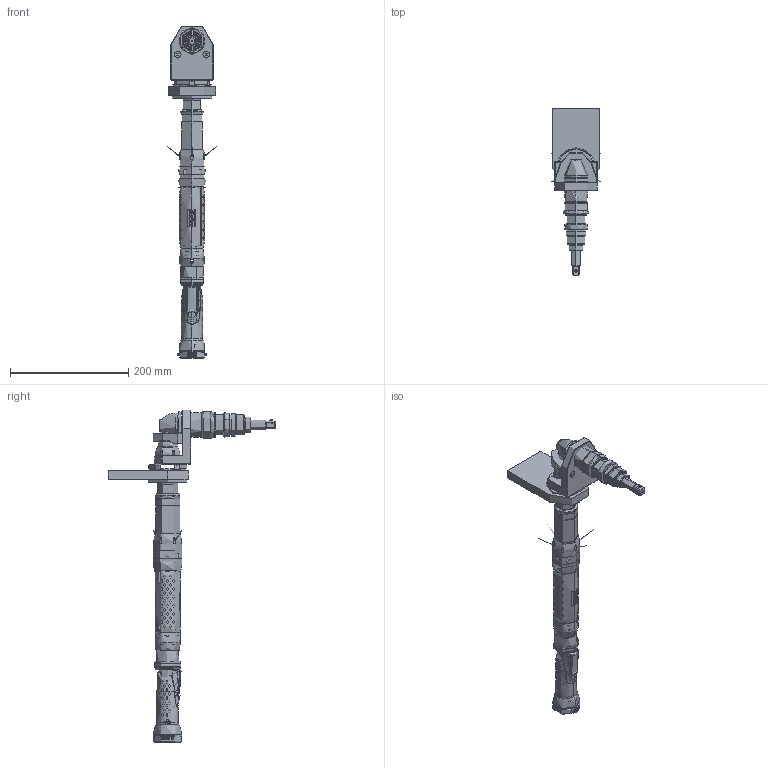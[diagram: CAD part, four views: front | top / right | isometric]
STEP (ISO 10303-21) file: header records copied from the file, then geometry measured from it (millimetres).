
FILE_DESCRIPTION((''),'2;1');
FILE_NAME('8433205585_SW','2008-01-31T',('toocsr'),(''),'PRO/ENGINEER BY PARAMETRIC TECHNOLOGY CORPORATION, 2007090','PRO/ENGINEER BY PARAMETRIC TECHNOLOGY CORPORATION, 2007090','');
FILE_SCHEMA(('CONFIG_CONTROL_DESIGN', 'GEOMETRIC_VALIDATION_PROPERTIES_MIM'));
Products named in the file (1): 8433205585_SW
Bounding box: 83.35 x 282.45 x 560.74 mm (x, y, z)
Topology: 0 solids, 242 shells, 553 faces, 5346 edges, 4963 vertices
Faces by surface type: cylinder 234, plane 89, cone 81, bspline 73, torus 57, revolution 17, sphere 2
Full cylindrical faces by diameter (mm): 1 x2
Entity records: 75678 total; most frequent: CARTESIAN_POINT 43033, ORIENTED_EDGE 5984, EDGE_CURVE 5334, VERTEX_POINT 4960, B_SPLINE_CURVE_WITH_KNOTS 3889, DIRECTION 3277, AXIS2_PLACEMENT_3D 1349, CIRCLE 896
